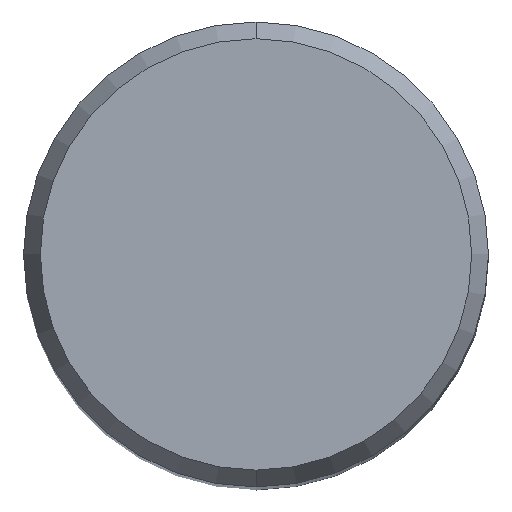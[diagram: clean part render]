
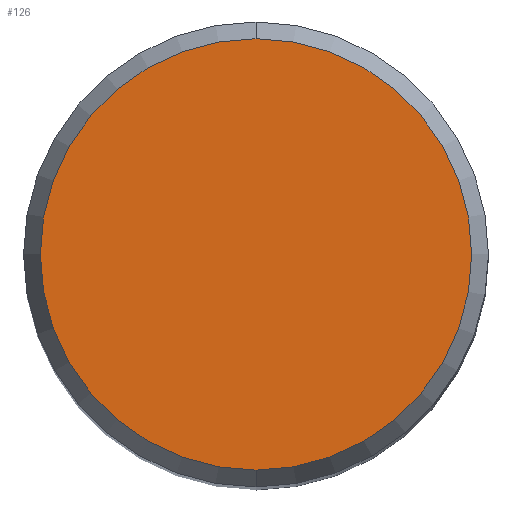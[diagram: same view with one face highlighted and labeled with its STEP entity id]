
A CAD part, top view. The second image highlights one B-rep face of the part: STEP entity #126.
In plain terms, the highlighted planar face has unit normal (0, 0, 1).
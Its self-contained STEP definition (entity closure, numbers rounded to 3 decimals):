
#92=VERTEX_POINT('',#229);
#118=EDGE_CURVE('',#176,#92,#258,.T.);
#126=ADVANCED_FACE('',(#266),#267,.T.);
#148=EDGE_CURVE('',#92,#176,#292,.T.);
#176=VERTEX_POINT('',#323);
#229=CARTESIAN_POINT('',(0.,-5.892,0.01));
#258=CIRCLE('',#413,5.892);
#266=FACE_OUTER_BOUND('',#421,.T.);
#267=PLANE('',#422);
#292=CIRCLE('',#453,5.892);
#323=CARTESIAN_POINT('',(0.0,5.892,0.01));
#413=AXIS2_PLACEMENT_3D('',#576,#577,#578);
#421=EDGE_LOOP('',(#580,#581));
#422=AXIS2_PLACEMENT_3D('',#582,#583,#584);
#453=AXIS2_PLACEMENT_3D('',#618,#619,#620);
#576=CARTESIAN_POINT('',(0.0,0.0,0.01));
#577=DIRECTION('',(0.0,0.0,-1.0));
#578=DIRECTION('',(0.0,1.0,0.0));
#580=ORIENTED_EDGE('',*,*,#118,.F.);
#581=ORIENTED_EDGE('',*,*,#148,.F.);
#582=CARTESIAN_POINT('',(0.0,2.946,0.01));
#583=DIRECTION('',(-0.0,0.0,1.0));
#584=DIRECTION('',(0.0,-1.0,0.0));
#618=CARTESIAN_POINT('',(0.0,0.0,0.01));
#619=DIRECTION('',(0.0,0.0,-1.0));
#620=DIRECTION('',(0.0,1.0,0.0));
